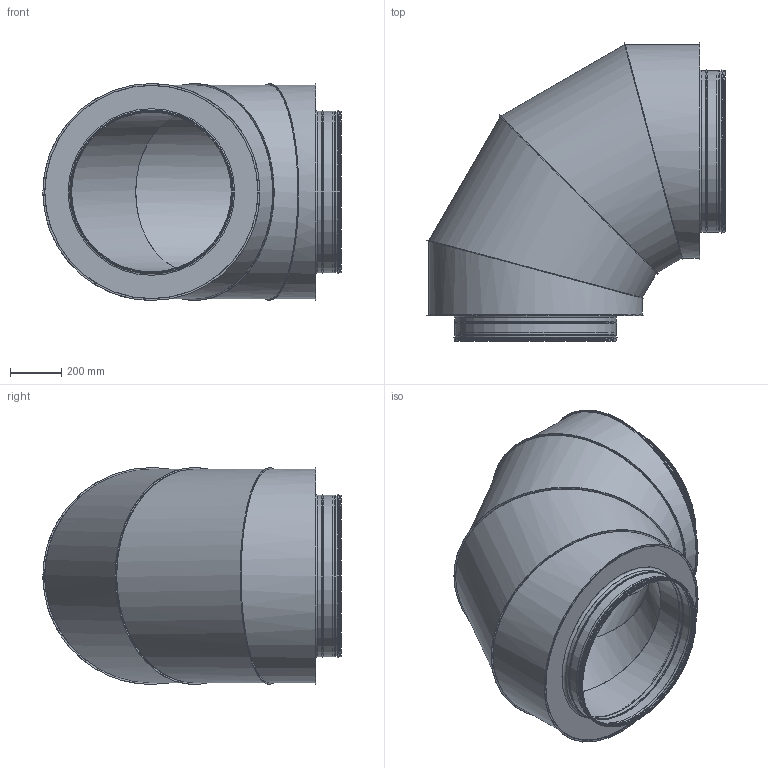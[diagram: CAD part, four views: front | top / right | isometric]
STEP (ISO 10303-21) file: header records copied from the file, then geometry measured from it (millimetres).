
FILE_DESCRIPTION(/* description */ ('Vinkel Ljuddämpare Ø630'),/* implementation_level */ '2;1');
FILE_NAME(/* name */ 'LP10011.stp',/* time_stamp */ '2016-11-28T03:52:38-08:00',/* author */ ('CAD'),/* organization */ (''),/* preprocessor_version */ 'ST-DEVELOPER v16.5',/* originating_system */ 'Autodesk Inventor 2017',/* authorisation */ '');
FILE_SCHEMA (('AUTOMOTIVE_DESIGN { 1 0 10303 214 3 1 1 }'));
Length unit declared in the file: millimetre
Products named in the file (1): HTFV-630
Bounding box: 1161.49 x 1161.49 x 845.4 mm (x, y, z)
Volume: 4435053.5 mm3; surface area: 11739300.8 mm2
Topology: 6 solids, 11 shells, 180 faces, 378 edges, 205 vertices
Faces by surface type: torus 50, cone 48, cylinder 32, bspline 32, plane 18
Full cylindrical faces by diameter (mm): 626 x4, 627.3 x4, 627.4 x6, 628.7 x4, 830 x4, 831.4 x6, 845.4 x2
Entity records: 6736 total; most frequent: CARTESIAN_POINT 3486, DIRECTION 709, ORIENTED_EDGE 496, AXIS2_PLACEMENT_3D 342, EDGE_LOOP 324, EDGE_CURVE 230, VERTEX_POINT 185, FACE_OUTER_BOUND 178
